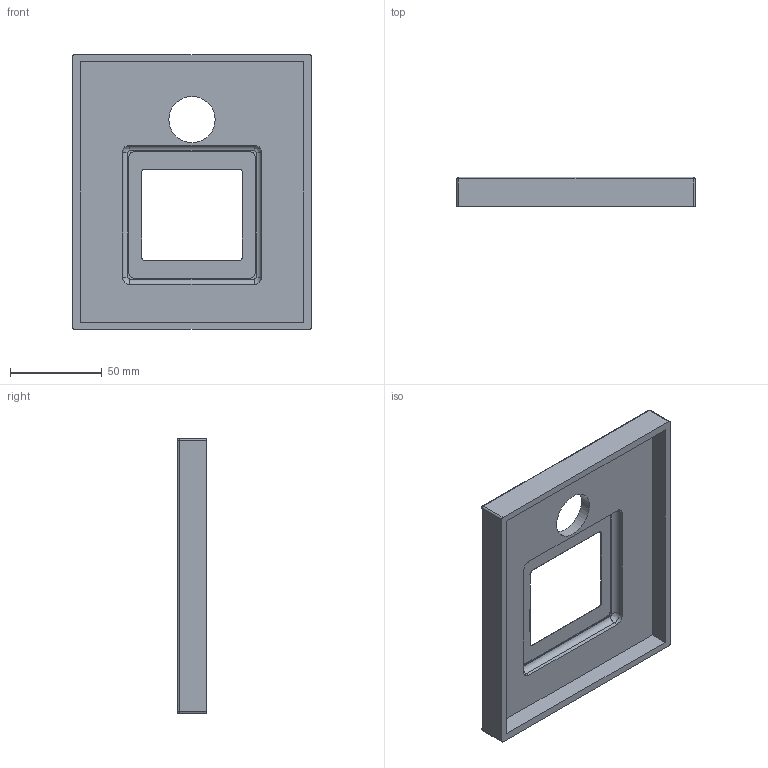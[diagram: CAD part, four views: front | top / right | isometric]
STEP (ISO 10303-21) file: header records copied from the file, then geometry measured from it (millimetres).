
FILE_DESCRIPTION(/* description */ (''),/* implementation_level */ '2;1');
FILE_NAME(/* name */ 'klingel v1.step',/* time_stamp */ '2025-04-23T13:02:38+02:00',/* author */ (''),/* organization */ (''),/* preprocessor_version */ 'ST-DEVELOPER v20.1',/* originating_system */ 'Autodesk Translation Framework v14.4.0.0',/* authorisation */ '');
FILE_SCHEMA (('AUTOMOTIVE_DESIGN { 1 0 10303 214 3 1 1 }'));
Length unit declared in the file: millimetre
Products named in the file (1): klingel
Bounding box: 130 x 16 x 150 mm (x, y, z)
Volume: 100869.8 mm3; surface area: 52274.6 mm2
Topology: 1 solids, 1 shells, 92 faces, 215 edges, 130 vertices
Faces by surface type: cylinder 41, plane 35, sphere 8, bspline 4, torus 4
Full cylindrical faces by diameter (mm): 25.2 x1
Entity records: 2666 total; most frequent: DIRECTION 483, CARTESIAN_POINT 470, ORIENTED_EDGE 430, EDGE_CURVE 215, AXIS2_PLACEMENT_3D 179, VERTEX_POINT 130, LINE 125, VECTOR 125
